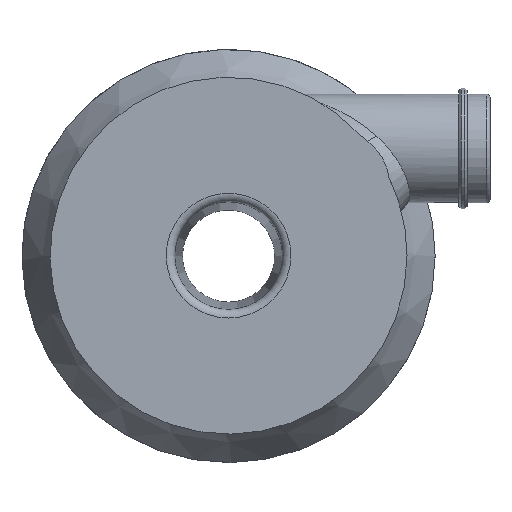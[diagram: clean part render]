
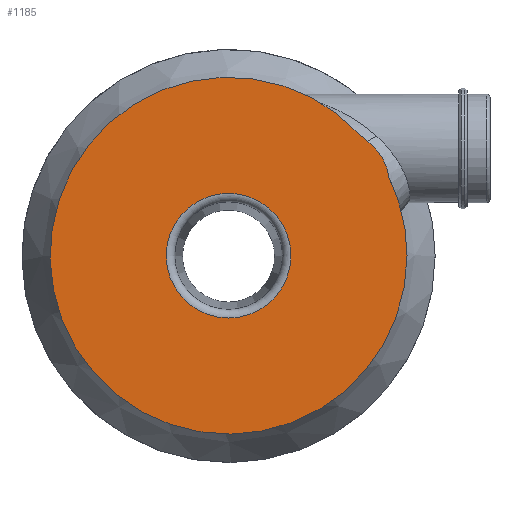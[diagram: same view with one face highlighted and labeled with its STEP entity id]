
A CAD part, top view. The second image highlights one B-rep face of the part: STEP entity #1185.
In plain terms, the highlighted planar face has unit normal (0, 0, 1).
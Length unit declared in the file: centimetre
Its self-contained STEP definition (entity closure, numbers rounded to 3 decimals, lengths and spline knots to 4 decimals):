
#236=B_SPLINE_CURVE_WITH_KNOTS('',3,(#1828,#1829,#1830,#1831,#1832,#1833,
#1834,#1835,#1836,#1837,#1838,#1839,#1840,#1841,#1842,#1843,#1844,#1845,
#1846,#1847),.UNSPECIFIED.,.F.,.U.,(4,2,2,2,2,2,2,2,2,4),(0.2844,
0.6584,0.7435,0.7865,0.8207,
0.8591,0.9231,1.0495,1.2599,1.5311),
 .UNSPECIFIED.);
#237=B_SPLINE_CURVE_WITH_KNOTS('',3,(#1849,#1850,#1851,#1852,#1853,#1854),
 .UNSPECIFIED.,.F.,.U.,(4,2,4),(0.,0.2106,0.2844),
 .UNSPECIFIED.);
#280=PLANE('',#1267);
#307=VERTEX_POINT('',#1819);
#309=VERTEX_POINT('',#1825);
#310=VERTEX_POINT('',#1826);
#311=VERTEX_POINT('',#1827);
#312=VERTEX_POINT('',#1848);
#420=CIRCLE('',#1264,1.8414);
#422=CIRCLE('',#1268,5.2698);
#503=EDGE_CURVE('',#307,#307,#420,.T.);
#505=EDGE_CURVE('',#309,#310,#422,.T.);
#506=EDGE_CURVE('',#311,#309,#422,.T.);
#507=EDGE_CURVE('',#312,#311,#236,.T.);
#508=EDGE_CURVE('',#310,#312,#237,.T.);
#664=ORIENTED_EDGE('',*,*,#505,.F.);
#665=ORIENTED_EDGE('',*,*,#506,.F.);
#666=ORIENTED_EDGE('',*,*,#507,.F.);
#667=ORIENTED_EDGE('',*,*,#508,.F.);
#668=ORIENTED_EDGE('',*,*,#503,.F.);
#972=EDGE_LOOP('',(#664,#665,#666,#667));
#973=EDGE_LOOP('',(#668));
#1082=FACE_BOUND('',#972,.T.);
#1083=FACE_BOUND('',#973,.T.);
#1185=ADVANCED_FACE('',(#1082,#1083),#280,.T.);
#1264=AXIS2_PLACEMENT_3D('',#1818,#1420,#1421);
#1267=AXIS2_PLACEMENT_3D('',#1823,#1426,$);
#1268=AXIS2_PLACEMENT_3D('',#1824,#1427,#1428);
#1420=DIRECTION('',(0.,0.,1.));
#1421=DIRECTION('',(-1.841,0.,0.));
#1426=DIRECTION('',(0.,0.,1.));
#1427=DIRECTION('',(0.,0.,-1.));
#1428=DIRECTION('',(5.27,0.,0.));
#1818=CARTESIAN_POINT('',(0.,0.,5.25));
#1819=CARTESIAN_POINT('',(1.8414,0.,5.25));
#1823=CARTESIAN_POINT('',(0.,0.,5.25));
#1824=CARTESIAN_POINT('',(0.,0.,5.25));
#1825=CARTESIAN_POINT('',(5.2698,0.,5.25));
#1826=CARTESIAN_POINT('',(3.8867,3.5587,5.25));
#1827=CARTESIAN_POINT('',(4.7247,2.3341,5.25));
#1828=CARTESIAN_POINT('',(4.1114,3.384,5.25));
#1829=CARTESIAN_POINT('',(4.2064,3.3026,5.25));
#1830=CARTESIAN_POINT('',(4.2965,3.2144,5.25));
#1831=CARTESIAN_POINT('',(4.395,3.0971,5.25));
#1832=CARTESIAN_POINT('',(4.4128,3.075,5.25));
#1833=CARTESIAN_POINT('',(4.4388,3.0411,5.25));
#1834=CARTESIAN_POINT('',(4.4474,3.0296,5.25));
#1835=CARTESIAN_POINT('',(4.4625,3.0087,5.25));
#1836=CARTESIAN_POINT('',(4.4691,2.9994,5.25));
#1837=CARTESIAN_POINT('',(4.483,2.9795,5.25));
#1838=CARTESIAN_POINT('',(4.4902,2.9689,5.25));
#1839=CARTESIAN_POINT('',(4.5091,2.9404,5.25));
#1840=CARTESIAN_POINT('',(4.5205,2.9224,5.25));
#1841=CARTESIAN_POINT('',(4.5534,2.8681,5.25));
#1842=CARTESIAN_POINT('',(4.5737,2.8311,5.25));
#1843=CARTESIAN_POINT('',(4.6234,2.7303,5.25));
#1844=CARTESIAN_POINT('',(4.6496,2.6655,5.25));
#1845=CARTESIAN_POINT('',(4.6977,2.5122,5.25));
#1846=CARTESIAN_POINT('',(4.7155,2.4241,5.25));
#1847=CARTESIAN_POINT('',(4.7247,2.3341,5.25));
#1848=CARTESIAN_POINT('',(4.1114,3.384,5.25));
#1849=CARTESIAN_POINT('',(3.8867,3.5587,5.25));
#1850=CARTESIAN_POINT('',(3.9439,3.518,5.25));
#1851=CARTESIAN_POINT('',(4.0001,3.4755,5.25));
#1852=CARTESIAN_POINT('',(4.0737,3.4158,5.25));
#1853=CARTESIAN_POINT('',(4.0926,3.4,5.25));
#1854=CARTESIAN_POINT('',(4.1114,3.384,5.25));
